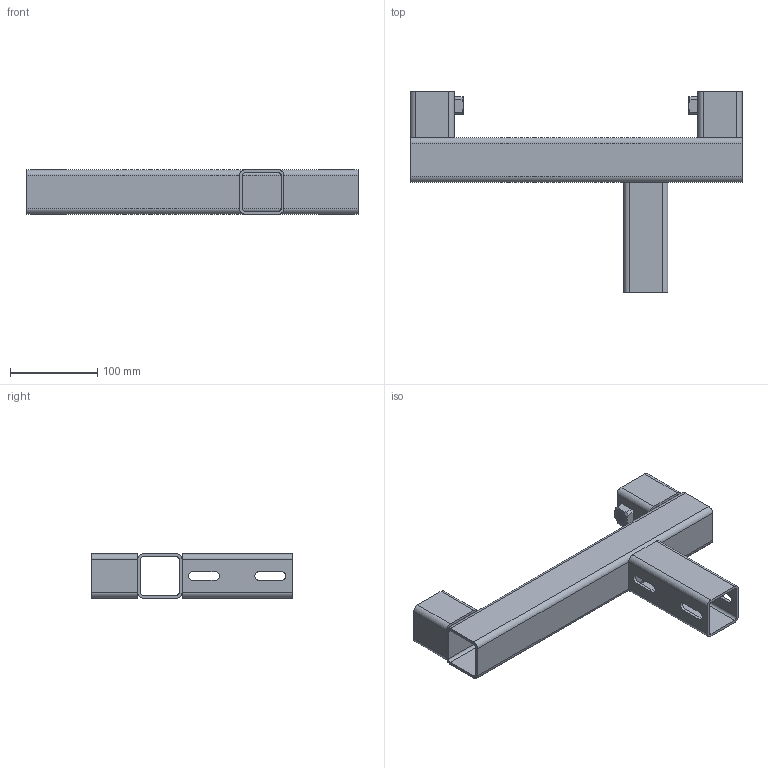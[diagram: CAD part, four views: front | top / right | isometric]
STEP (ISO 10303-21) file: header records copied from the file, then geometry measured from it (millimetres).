
FILE_DESCRIPTION (( 'STEP AP214' ), '1' );
FILE_NAME ('D1201493-v1.STEP', '2012-12-01T01:59:46', ( 'ligo' ), ( 'Microsoft' ), 'SwSTEP 2.0', 'SolidWorks 2012', '' );
FILE_SCHEMA (( 'AUTOMOTIVE_DESIGN' ));
Length unit declared in the file: inch
Products named in the file (4): Part12^D1201493 aLIGO Pcal Tooling, Periscope Tip Adjust Weldment; Part11^D1201493 aLIGO Pcal Tooling, Periscope Tip Adjust Weldment; Part10^D1201493 aLIGO Pcal Tooling, Periscope Tip Adjust Weldment; D1201493-v1
Assembly tree (3 placements, depth 2):
  D1201493-v1
    Part10^D1201493 aLIGO Pcal Tooling, Periscope Tip Adjust Weldment
    Part11^D1201493 aLIGO Pcal Tooling, Periscope Tip Adjust Weldment
    Part12^D1201493 aLIGO Pcal Tooling, Periscope Tip Adjust Weldment
Bounding box: 381 x 231.14 x 50.8 mm (x, y, z)
Volume: 355982.3 mm3; surface area: 230556.9 mm2
Topology: 6 solids, 6 shells, 248 faces, 672 edges, 436 vertices
Faces by surface type: cylinder 122, plane 100, cone 22, bspline 4
Entity records: 10093 total; most frequent: CARTESIAN_POINT 4024, ORIENTED_EDGE 1344, DIRECTION 1124, EDGE_CURVE 672, VERTEX_POINT 436, AXIS2_PLACEMENT_3D 398, VECTOR 328, LINE 328
